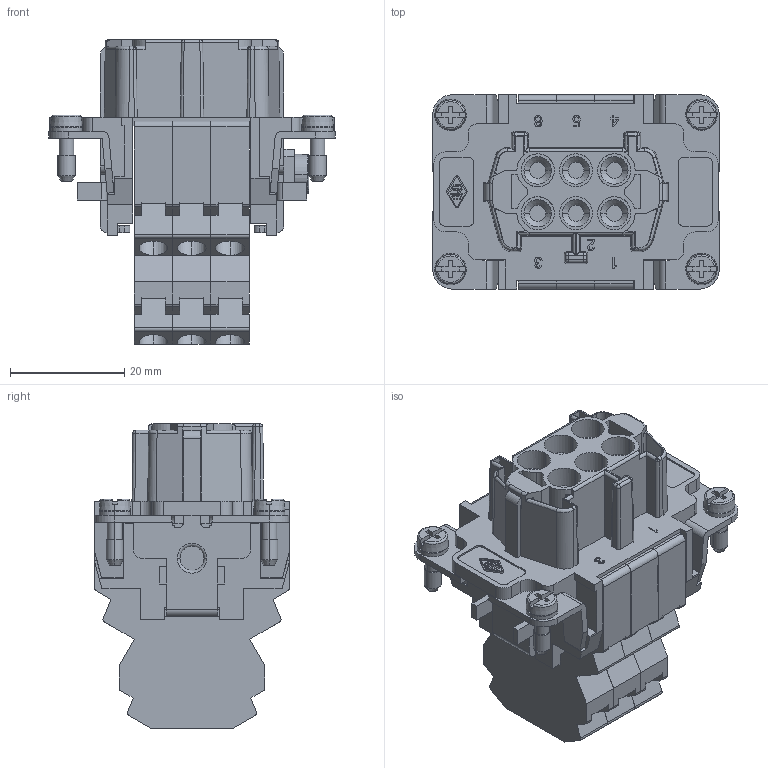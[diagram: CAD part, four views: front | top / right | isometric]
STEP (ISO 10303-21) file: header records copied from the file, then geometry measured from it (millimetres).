
FILE_DESCRIPTION(('Creo Elements/Direct Modeling STEP Export'),'2;1');
FILE_NAME('0lndrr043n6msei3952','2016-07-14T13:27:35',(''),(''),'PTC Creo Elements/Direct Modeling STEP processor for AP214 (Solid Model)','PTC Creo Elements/Direct Modeling 19.0B 21-Mar-2015 (C) Parametric Technology GmbH','');
FILE_SCHEMA(('AUTOMOTIVE_DESIGN { 1 0 10303 214 1 1 1 1 }'));
Products named in the file (2): CSSF_06
Assembly tree (1 placements, depth 2):
  CSSF_06
    CSSF_06
Bounding box: 50.1 x 34 x 53.2 mm (x, y, z)
Volume: 31113.2 mm3; surface area: 22456.2 mm2
Topology: 2 solids, 6 shells, 1121 faces, 3545 edges, 2482 vertices
Faces by surface type: plane 736, cylinder 290, cone 54, torus 14, bspline 11, sphere 8, extrusion 8
Entity records: 53770 total; most frequent: CARTESIAN_POINT 13998, ORIENTED_EDGE 7088, DIRECTION 5859, EDGE_CURVE 3537, VECTOR 2657, LINE 2649, VERTEX_POINT 2482, AXIS2_PLACEMENT_3D 1601
